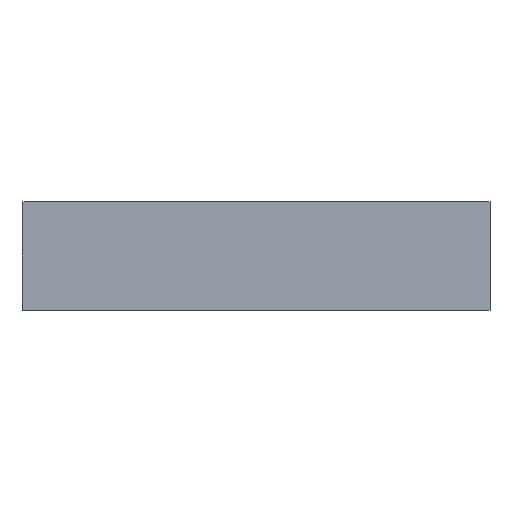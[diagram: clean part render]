
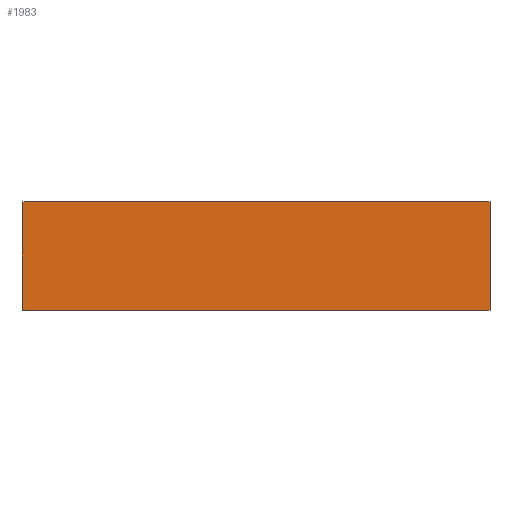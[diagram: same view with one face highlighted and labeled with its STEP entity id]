
A CAD part, front view. The second image highlights one B-rep face of the part: STEP entity #1983.
In plain terms, the highlighted planar face has unit normal (0, -1, 0).
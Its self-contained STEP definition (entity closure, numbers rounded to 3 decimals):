
#833 = PLANE('',#834);
#834 = AXIS2_PLACEMENT_3D('',#835,#836,#837);
#835 = CARTESIAN_POINT('',(14.4,24.,0.));
#836 = DIRECTION('',(0.,0.,1.));
#837 = DIRECTION('',(1.,0.,0.));
#1373 = EDGE_CURVE('',#1374,#1376,#1378,.T.);
#1374 = VERTEX_POINT('',#1375);
#1375 = CARTESIAN_POINT('',(-20.,-1.8,0.));
#1376 = VERTEX_POINT('',#1377);
#1377 = CARTESIAN_POINT('',(48.8,-1.8,0.));
#1378 = SURFACE_CURVE('',#1379,(#1383,#1390),.PCURVE_S1.);
#1379 = LINE('',#1380,#1381);
#1380 = CARTESIAN_POINT('',(-20.,-1.8,0.));
#1381 = VECTOR('',#1382,1.);
#1382 = DIRECTION('',(1.,0.,0.));
#1383 = PCURVE('',#833,#1384);
#1384 = DEFINITIONAL_REPRESENTATION('',(#1385),#1389);
#1385 = LINE('',#1386,#1387);
#1386 = CARTESIAN_POINT('',(-34.4,-25.8));
#1387 = VECTOR('',#1388,1.);
#1388 = DIRECTION('',(1.,0.));
#1389 = ( GEOMETRIC_REPRESENTATION_CONTEXT(2) 
PARAMETRIC_REPRESENTATION_CONTEXT() REPRESENTATION_CONTEXT('2D SPACE',''
  ) );
#1390 = PCURVE('',#1391,#1396);
#1391 = PLANE('',#1392);
#1392 = AXIS2_PLACEMENT_3D('',#1393,#1394,#1395);
#1393 = CARTESIAN_POINT('',(-20.,-1.8,0.));
#1394 = DIRECTION('',(0.,-1.,0.));
#1395 = DIRECTION('',(1.,0.,0.));
#1396 = DEFINITIONAL_REPRESENTATION('',(#1397),#1401);
#1397 = LINE('',#1398,#1399);
#1398 = CARTESIAN_POINT('',(0.,0.));
#1399 = VECTOR('',#1400,1.);
#1400 = DIRECTION('',(1.,0.));
#1401 = ( GEOMETRIC_REPRESENTATION_CONTEXT(2) 
PARAMETRIC_REPRESENTATION_CONTEXT() REPRESENTATION_CONTEXT('2D SPACE',''
  ) );
#1419 = PLANE('',#1420);
#1420 = AXIS2_PLACEMENT_3D('',#1421,#1422,#1423);
#1421 = CARTESIAN_POINT('',(48.8,-1.8,0.));
#1422 = DIRECTION('',(1.,0.,0.));
#1423 = DIRECTION('',(0.,1.,0.));
#1473 = PLANE('',#1474);
#1474 = AXIS2_PLACEMENT_3D('',#1475,#1476,#1477);
#1475 = CARTESIAN_POINT('',(-20.,49.8,0.));
#1476 = DIRECTION('',(-1.,0.,0.));
#1477 = DIRECTION('',(0.,-1.,0.));
#1983 = ADVANCED_FACE('',(#1984),#1391,.T.);
#1984 = FACE_BOUND('',#1985,.T.);
#1985 = EDGE_LOOP('',(#1986,#2009,#2037,#2058));
#1986 = ORIENTED_EDGE('',*,*,#1987,.T.);
#1987 = EDGE_CURVE('',#1374,#1988,#1990,.T.);
#1988 = VERTEX_POINT('',#1989);
#1989 = CARTESIAN_POINT('',(-20.,-1.8,-16.));
#1990 = SURFACE_CURVE('',#1991,(#1995,#2002),.PCURVE_S1.);
#1991 = LINE('',#1992,#1993);
#1992 = CARTESIAN_POINT('',(-20.,-1.8,0.));
#1993 = VECTOR('',#1994,1.);
#1994 = DIRECTION('',(-0.,-0.,-1.));
#1995 = PCURVE('',#1391,#1996);
#1996 = DEFINITIONAL_REPRESENTATION('',(#1997),#2001);
#1997 = LINE('',#1998,#1999);
#1998 = CARTESIAN_POINT('',(0.,0.));
#1999 = VECTOR('',#2000,1.);
#2000 = DIRECTION('',(0.,-1.));
#2001 = ( GEOMETRIC_REPRESENTATION_CONTEXT(2) 
PARAMETRIC_REPRESENTATION_CONTEXT() REPRESENTATION_CONTEXT('2D SPACE',''
  ) );
#2002 = PCURVE('',#1473,#2003);
#2003 = DEFINITIONAL_REPRESENTATION('',(#2004),#2008);
#2004 = LINE('',#2005,#2006);
#2005 = CARTESIAN_POINT('',(51.6,0.));
#2006 = VECTOR('',#2007,1.);
#2007 = DIRECTION('',(0.,-1.));
#2008 = ( GEOMETRIC_REPRESENTATION_CONTEXT(2) 
PARAMETRIC_REPRESENTATION_CONTEXT() REPRESENTATION_CONTEXT('2D SPACE',''
  ) );
#2009 = ORIENTED_EDGE('',*,*,#2010,.T.);
#2010 = EDGE_CURVE('',#1988,#2011,#2013,.T.);
#2011 = VERTEX_POINT('',#2012);
#2012 = CARTESIAN_POINT('',(48.8,-1.8,-16.));
#2013 = SURFACE_CURVE('',#2014,(#2018,#2025),.PCURVE_S1.);
#2014 = LINE('',#2015,#2016);
#2015 = CARTESIAN_POINT('',(-20.,-1.8,-16.));
#2016 = VECTOR('',#2017,1.);
#2017 = DIRECTION('',(1.,0.,0.));
#2018 = PCURVE('',#1391,#2019);
#2019 = DEFINITIONAL_REPRESENTATION('',(#2020),#2024);
#2020 = LINE('',#2021,#2022);
#2021 = CARTESIAN_POINT('',(0.,-16.));
#2022 = VECTOR('',#2023,1.);
#2023 = DIRECTION('',(1.,0.));
#2024 = ( GEOMETRIC_REPRESENTATION_CONTEXT(2) 
PARAMETRIC_REPRESENTATION_CONTEXT() REPRESENTATION_CONTEXT('2D SPACE',''
  ) );
#2025 = PCURVE('',#2026,#2031);
#2026 = PLANE('',#2027);
#2027 = AXIS2_PLACEMENT_3D('',#2028,#2029,#2030);
#2028 = CARTESIAN_POINT('',(14.4,24.,-16.));
#2029 = DIRECTION('',(0.,0.,1.));
#2030 = DIRECTION('',(1.,0.,0.));
#2031 = DEFINITIONAL_REPRESENTATION('',(#2032),#2036);
#2032 = LINE('',#2033,#2034);
#2033 = CARTESIAN_POINT('',(-34.4,-25.8));
#2034 = VECTOR('',#2035,1.);
#2035 = DIRECTION('',(1.,0.));
#2036 = ( GEOMETRIC_REPRESENTATION_CONTEXT(2) 
PARAMETRIC_REPRESENTATION_CONTEXT() REPRESENTATION_CONTEXT('2D SPACE',''
  ) );
#2037 = ORIENTED_EDGE('',*,*,#2038,.F.);
#2038 = EDGE_CURVE('',#1376,#2011,#2039,.T.);
#2039 = SURFACE_CURVE('',#2040,(#2044,#2051),.PCURVE_S1.);
#2040 = LINE('',#2041,#2042);
#2041 = CARTESIAN_POINT('',(48.8,-1.8,0.));
#2042 = VECTOR('',#2043,1.);
#2043 = DIRECTION('',(-0.,-0.,-1.));
#2044 = PCURVE('',#1391,#2045);
#2045 = DEFINITIONAL_REPRESENTATION('',(#2046),#2050);
#2046 = LINE('',#2047,#2048);
#2047 = CARTESIAN_POINT('',(68.8,0.));
#2048 = VECTOR('',#2049,1.);
#2049 = DIRECTION('',(0.,-1.));
#2050 = ( GEOMETRIC_REPRESENTATION_CONTEXT(2) 
PARAMETRIC_REPRESENTATION_CONTEXT() REPRESENTATION_CONTEXT('2D SPACE',''
  ) );
#2051 = PCURVE('',#1419,#2052);
#2052 = DEFINITIONAL_REPRESENTATION('',(#2053),#2057);
#2053 = LINE('',#2054,#2055);
#2054 = CARTESIAN_POINT('',(0.,0.));
#2055 = VECTOR('',#2056,1.);
#2056 = DIRECTION('',(0.,-1.));
#2057 = ( GEOMETRIC_REPRESENTATION_CONTEXT(2) 
PARAMETRIC_REPRESENTATION_CONTEXT() REPRESENTATION_CONTEXT('2D SPACE',''
  ) );
#2058 = ORIENTED_EDGE('',*,*,#1373,.F.);
